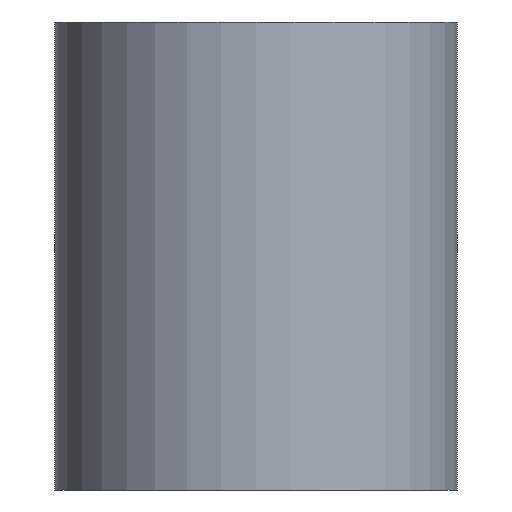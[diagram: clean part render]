
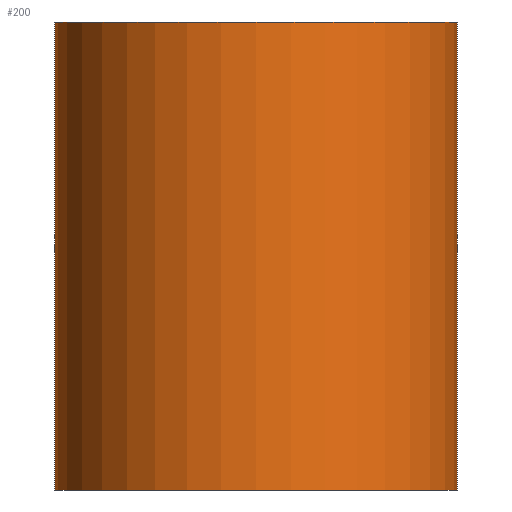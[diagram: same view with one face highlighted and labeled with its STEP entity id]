
A CAD part, front view. The second image highlights one B-rep face of the part: STEP entity #200.
In plain terms, the highlighted cylindrical face has radius 57.15 mm (diameter 114.3 mm), a partial arc.
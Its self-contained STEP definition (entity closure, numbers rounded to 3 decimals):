
#2 = CARTESIAN_POINT ( 'NONE',  ( 305.85, -1144.537, 285. ) ) ;
#12 = CARTESIAN_POINT ( 'NONE',  ( 363., -1144.537, 285. ) ) ;
#16 = AXIS2_PLACEMENT_3D ( 'NONE', #164, #218, #240 ) ;
#40 = VECTOR ( 'NONE', #155, 1000. ) ;
#49 = DIRECTION ( 'NONE',  ( 1., 0., 0. ) ) ;
#57 = CIRCLE ( 'NONE', #152, 57.15 ) ;
#62 = CIRCLE ( 'NONE', #96, 57.15 ) ;
#70 = DIRECTION ( 'NONE',  ( 0., 0., 1. ) ) ;
#72 = ORIENTED_EDGE ( 'NONE', *, *, #165, .T. ) ;
#77 = LINE ( 'NONE', #212, #40 ) ;
#78 = CARTESIAN_POINT ( 'NONE',  ( 420.15, -1144.537, 285. ) ) ;
#81 = EDGE_CURVE ( 'NONE', #169, #175, #120, .T. ) ;
#84 = EDGE_CURVE ( 'NONE', #95, #172, #77, .T. ) ;
#87 = CYLINDRICAL_SURFACE ( 'NONE', #16, 57.15 ) ;
#91 = ORIENTED_EDGE ( 'NONE', *, *, #81, .T. ) ;
#95 = VERTEX_POINT ( 'NONE', #78 ) ;
#96 = AXIS2_PLACEMENT_3D ( 'NONE', #12, #70, #49 ) ;
#104 = VECTOR ( 'NONE', #193, 1000. ) ;
#107 = CARTESIAN_POINT ( 'NONE',  ( 420.15, -1144.537, 152. ) ) ;
#109 = DIRECTION ( 'NONE',  ( 0., 0., 1. ) ) ;
#116 = ORIENTED_EDGE ( 'NONE', *, *, #84, .F. ) ;
#120 = LINE ( 'NONE', #2, #104 ) ;
#124 = FACE_OUTER_BOUND ( 'NONE', #134, .T. ) ;
#134 = EDGE_LOOP ( 'NONE', ( #116, #153, #91, #72 ) ) ;
#145 = CARTESIAN_POINT ( 'NONE',  ( 305.85, -1144.537, 285. ) ) ;
#152 = AXIS2_PLACEMENT_3D ( 'NONE', #170, #109, #217 ) ;
#153 = ORIENTED_EDGE ( 'NONE', *, *, #197, .F. ) ;
#155 = DIRECTION ( 'NONE',  ( 0., 0., -1. ) ) ;
#164 = CARTESIAN_POINT ( 'NONE',  ( 363., -1144.537, 285. ) ) ;
#165 = EDGE_CURVE ( 'NONE', #175, #172, #57, .T. ) ;
#169 = VERTEX_POINT ( 'NONE', #145 ) ;
#170 = CARTESIAN_POINT ( 'NONE',  ( 363., -1144.537, 152. ) ) ;
#172 = VERTEX_POINT ( 'NONE', #107 ) ;
#175 = VERTEX_POINT ( 'NONE', #178 ) ;
#178 = CARTESIAN_POINT ( 'NONE',  ( 305.85, -1144.537, 152. ) ) ;
#193 = DIRECTION ( 'NONE',  ( 0., 0., -1. ) ) ;
#197 = EDGE_CURVE ( 'NONE', #169, #95, #62, .T. ) ;
#200 = ADVANCED_FACE ( 'NONE', ( #124 ), #87, .T. ) ;
#212 = CARTESIAN_POINT ( 'NONE',  ( 420.15, -1144.537, 285. ) ) ;
#217 = DIRECTION ( 'NONE',  ( 1., 0., 0. ) ) ;
#218 = DIRECTION ( 'NONE',  ( 0., 0., -1. ) ) ;
#240 = DIRECTION ( 'NONE',  ( -1., 0., 0. ) ) ;
